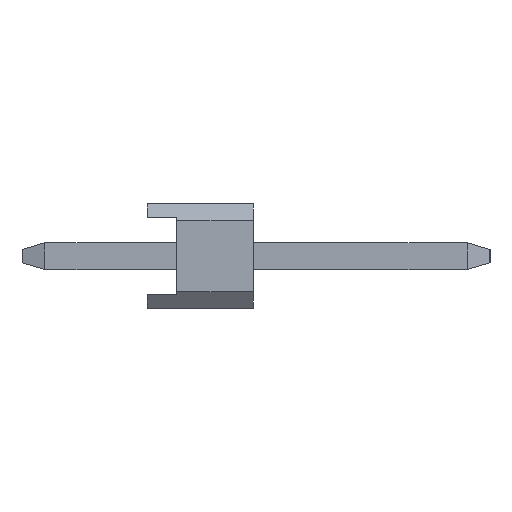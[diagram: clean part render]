
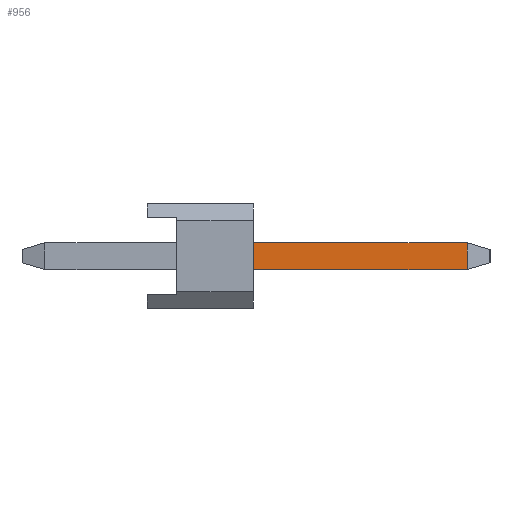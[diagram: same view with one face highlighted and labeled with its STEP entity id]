
A CAD part, left-side view. The second image highlights one B-rep face of the part: STEP entity #956.
In plain terms, the highlighted planar face has unit normal (-1, 0, 0).
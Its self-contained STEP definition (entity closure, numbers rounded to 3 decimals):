
#956=ADVANCED_FACE('',(#2075),#2076,.T.);
#2075=FACE_OUTER_BOUND('',#3384,.T.);
#2076=PLANE('',#3385);
#3384=EDGE_LOOP('',(#5957,#5958,#5959,#5960));
#3385=AXIS2_PLACEMENT_3D('',#5961,#5962,#5963);
#5957=ORIENTED_EDGE('',*,*,#8554,.F.);
#5958=ORIENTED_EDGE('',*,*,#8548,.F.);
#5959=ORIENTED_EDGE('',*,*,#8555,.F.);
#5960=ORIENTED_EDGE('',*,*,#8556,.F.);
#5961=CARTESIAN_POINT('',(-18.1,-2.6,0.5));
#5962=DIRECTION('',(-1.0,0.,0.));
#5963=DIRECTION('',(0.,1.0,0.));
#8548=EDGE_CURVE('',#10366,#10362,#10368,.T.);
#8554=EDGE_CURVE('',#10362,#10376,#10377,.T.);
#8555=EDGE_CURVE('',#10378,#10366,#10379,.T.);
#8556=EDGE_CURVE('',#10376,#10378,#10380,.T.);
#10362=VERTEX_POINT('',#13066);
#10366=VERTEX_POINT('',#13072);
#10368=LINE('',#13075,#13076);
#10376=VERTEX_POINT('',#13087);
#10377=LINE('',#13088,#13089);
#10378=VERTEX_POINT('',#13090);
#10379=LINE('',#13091,#13092);
#10380=LINE('',#13093,#13094);
#13066=CARTESIAN_POINT('',(-18.1,-2.54,-0.32));
#13072=CARTESIAN_POINT('',(-18.1,-7.654,-0.32));
#13075=CARTESIAN_POINT('',(-18.1,-2.6,-0.32));
#13076=VECTOR('',#15119,1.0);
#13087=CARTESIAN_POINT('',(-18.1,-2.54,0.32));
#13088=CARTESIAN_POINT('',(-18.1,-2.54,0.252));
#13089=VECTOR('',#15123,1.0);
#13090=CARTESIAN_POINT('',(-18.1,-7.654,0.32));
#13091=CARTESIAN_POINT('',(-18.1,-7.654,0.5));
#13092=VECTOR('',#15124,1.0);
#13093=CARTESIAN_POINT('',(-18.1,-2.6,0.32));
#13094=VECTOR('',#15125,1.0);
#15119=DIRECTION('',(0.,1.0,0.));
#15123=DIRECTION('',(0.,0.,1.0));
#15124=DIRECTION('',(0.0,0.,-1.0));
#15125=DIRECTION('',(0.,-1.0,0.));
